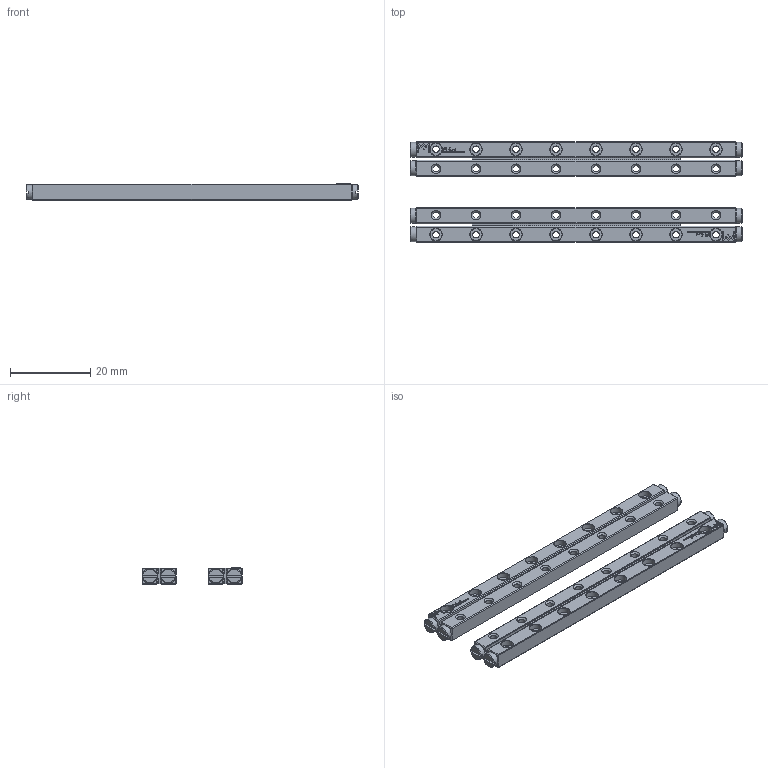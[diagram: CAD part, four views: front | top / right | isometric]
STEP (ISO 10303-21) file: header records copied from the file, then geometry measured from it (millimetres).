
FILE_DESCRIPTION(/* description */ (''),/* implementation_level */ '2;1');
FILE_NAME(/* name */ 'Set RSD-1580x17KZR_stp.stp',/* time_stamp */ '2025-02-17T10:24:00+01:00',/* author */ (''),/* organization */ (''),/* preprocessor_version */ 'ST-DEVELOPER v16.7',/* originating_system */ 'SIEMENS PLM Software NX 12.0',/* authorisation */ '');
FILE_SCHEMA (('AUTOMOTIVE_DESIGN { 1 0 10303 214 3 1 1 1 }'));
Products named in the file (1): Set RSD-1580x17KZR_stp
Bounding box: 83 x 25 x 4 mm (x, y, z)
Volume: 4647.5 mm3; surface area: 7903 mm2
Topology: 48 solids, 48 shells, 2014 faces, 5384 edges, 3570 vertices
Faces by surface type: plane 1352, bspline 360, cone 172, cylinder 130
Full cylindrical faces by diameter (mm): 1.45 x8, 1.5 x34, 1.6 x32, 1.8 x8, 2 x8, 3 x32, 3.7 x8
Entity records: 70386 total; most frequent: CARTESIAN_POINT 15511, ORIENTED_EDGE 9952, DIRECTION 7974, EDGE_CURVE 4976, LINE 3784, VECTOR 3784, VERTEX_POINT 3456, EDGE_LOOP 2536
